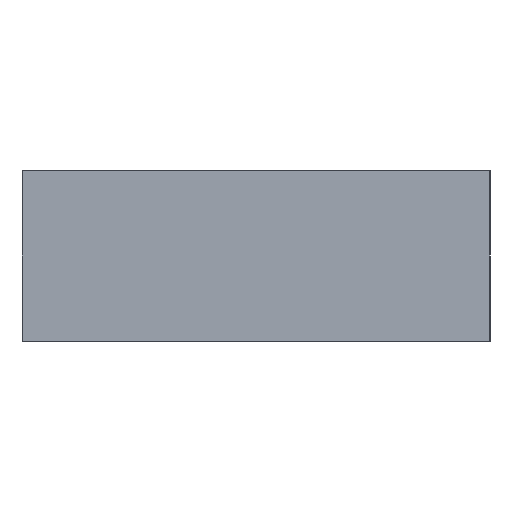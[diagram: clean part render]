
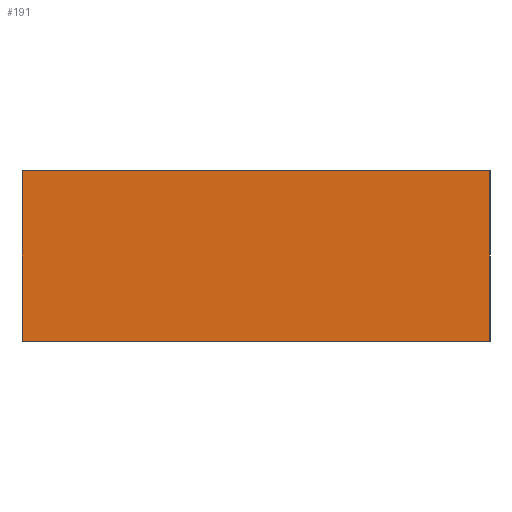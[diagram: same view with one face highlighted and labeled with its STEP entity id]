
A CAD part, left-side view. The second image highlights one B-rep face of the part: STEP entity #191.
In plain terms, the highlighted planar face has unit normal (-1, 0, 0).
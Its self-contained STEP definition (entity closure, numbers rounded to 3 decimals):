
#21=FACE_OUTER_BOUND('',#32,.T.);
#32=EDGE_LOOP('',(#147,#148,#149,#150));
#51=LINE('',#299,#75);
#52=LINE('',#301,#76);
#53=LINE('',#303,#77);
#54=LINE('',#304,#78);
#75=VECTOR('',#248,10.);
#76=VECTOR('',#249,10.);
#77=VECTOR('',#250,10.);
#78=VECTOR('',#251,10.);
#95=VERTEX_POINT('',#297);
#96=VERTEX_POINT('',#298);
#97=VERTEX_POINT('',#300);
#98=VERTEX_POINT('',#302);
#115=EDGE_CURVE('',#95,#96,#51,.T.);
#116=EDGE_CURVE('',#95,#97,#52,.T.);
#117=EDGE_CURVE('',#98,#97,#53,.T.);
#118=EDGE_CURVE('',#96,#98,#54,.T.);
#147=ORIENTED_EDGE('',*,*,#115,.F.);
#148=ORIENTED_EDGE('',*,*,#116,.T.);
#149=ORIENTED_EDGE('',*,*,#117,.F.);
#150=ORIENTED_EDGE('',*,*,#118,.F.);
#180=PLANE('',#216);
#191=ADVANCED_FACE('',(#21),#180,.T.);
#216=AXIS2_PLACEMENT_3D('',#296,#246,#247);
#246=DIRECTION('center_axis',(-1.,0.,0.));
#247=DIRECTION('ref_axis',(0.,-1.,0.));
#248=DIRECTION('',(0.,1.,0.));
#249=DIRECTION('',(0.,0.,1.));
#250=DIRECTION('',(0.,-1.,0.));
#251=DIRECTION('',(0.,0.,1.));
#296=CARTESIAN_POINT('Origin',(-8.125,3.225,0.));
#297=CARTESIAN_POINT('',(-8.125,-3.225,0.));
#298=CARTESIAN_POINT('',(-8.125,3.225,0.));
#299=CARTESIAN_POINT('',(-8.125,-3.225,0.));
#300=CARTESIAN_POINT('',(-8.125,-3.225,2.35));
#301=CARTESIAN_POINT('',(-8.125,-3.225,0.));
#302=CARTESIAN_POINT('',(-8.125,3.225,2.35));
#303=CARTESIAN_POINT('',(-8.125,-3.225,2.35));
#304=CARTESIAN_POINT('',(-8.125,3.225,0.));
